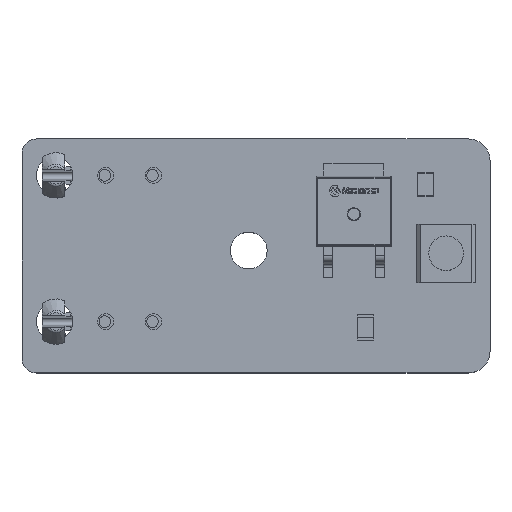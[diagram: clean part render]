
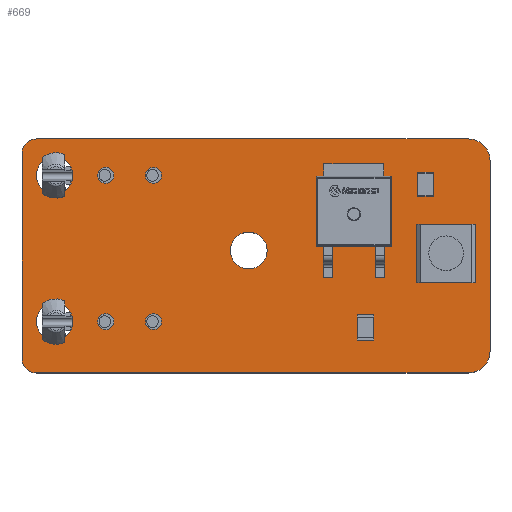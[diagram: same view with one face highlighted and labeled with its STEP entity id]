
A CAD part, top view. The second image highlights one B-rep face of the part: STEP entity #669.
In plain terms, the highlighted planar face has unit normal (0, 0, 1).
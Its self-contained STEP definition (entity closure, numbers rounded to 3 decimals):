
#80 = VERTEX_POINT('',#81);
#81 = CARTESIAN_POINT('',(1.283,-0.013,1.544));
#87 = EDGE_CURVE('',#80,#88,#90,.T.);
#88 = VERTEX_POINT('',#89);
#89 = CARTESIAN_POINT('',(0.013,1.257,1.544));
#90 = CIRCLE('',#91,1.27);
#91 = AXIS2_PLACEMENT_3D('',#92,#93,#94);
#92 = CARTESIAN_POINT('',(1.283,1.257,1.544));
#93 = DIRECTION('',(0.,0.,-1.));
#94 = DIRECTION('',(0.,-1.,0.));
#120 = EDGE_CURVE('',#88,#121,#123,.T.);
#121 = VERTEX_POINT('',#122);
#122 = CARTESIAN_POINT('',(0.013,19.037,1.544)
  );
#123 = LINE('',#124,#125);
#124 = CARTESIAN_POINT('',(0.013,1.257,1.544));
#125 = VECTOR('',#126,1.);
#126 = DIRECTION('',(0.,1.,0.));
#151 = EDGE_CURVE('',#121,#152,#154,.T.);
#152 = VERTEX_POINT('',#153);
#153 = CARTESIAN_POINT('',(1.283,20.307,1.544));
#154 = CIRCLE('',#155,1.27);
#155 = AXIS2_PLACEMENT_3D('',#156,#157,#158);
#156 = CARTESIAN_POINT('',(1.283,19.037,1.544));
#157 = DIRECTION('',(0.,0.,-1.));
#158 = DIRECTION('',(-1.,0.,0.));
#184 = EDGE_CURVE('',#152,#185,#187,.T.);
#185 = VERTEX_POINT('',#186);
#186 = CARTESIAN_POINT('',(38.748,20.307,1.544));
#187 = LINE('',#188,#189);
#188 = CARTESIAN_POINT('',(1.283,20.307,1.544));
#189 = VECTOR('',#190,1.);
#190 = DIRECTION('',(1.,0.,0.));
#215 = EDGE_CURVE('',#185,#216,#218,.T.);
#216 = VERTEX_POINT('',#217);
#217 = CARTESIAN_POINT('',(40.653,18.402,1.544));
#218 = CIRCLE('',#219,1.905);
#219 = AXIS2_PLACEMENT_3D('',#220,#221,#222);
#220 = CARTESIAN_POINT('',(38.748,18.402,1.544));
#221 = DIRECTION('',(0.,0.,-1.));
#222 = DIRECTION('',(0.,1.,0.));
#248 = EDGE_CURVE('',#216,#249,#251,.T.);
#249 = VERTEX_POINT('',#250);
#250 = CARTESIAN_POINT('',(40.653,1.892,1.544));
#251 = LINE('',#252,#253);
#252 = CARTESIAN_POINT('',(40.653,18.402,1.544));
#253 = VECTOR('',#254,1.);
#254 = DIRECTION('',(0.,-1.,0.));
#279 = EDGE_CURVE('',#249,#280,#282,.T.);
#280 = VERTEX_POINT('',#281);
#281 = CARTESIAN_POINT('',(38.748,-0.013,1.544)
  );
#282 = CIRCLE('',#283,1.905);
#283 = AXIS2_PLACEMENT_3D('',#284,#285,#286);
#284 = CARTESIAN_POINT('',(38.748,1.892,1.544));
#285 = DIRECTION('',(0.,0.,-1.));
#286 = DIRECTION('',(1.,0.,0.));
#312 = EDGE_CURVE('',#280,#80,#313,.T.);
#313 = LINE('',#314,#315);
#314 = CARTESIAN_POINT('',(38.748,-0.013,1.544)
  );
#315 = VECTOR('',#316,1.);
#316 = DIRECTION('',(-1.,0.,0.));
#336 = VERTEX_POINT('',#337);
#337 = CARTESIAN_POINT('',(4.432,4.445,1.544));
#343 = EDGE_CURVE('',#336,#336,#344,.T.);
#344 = CIRCLE('',#345,1.588);
#345 = AXIS2_PLACEMENT_3D('',#346,#347,#348);
#346 = CARTESIAN_POINT('',(2.845,4.445,1.544));
#347 = DIRECTION('',(0.,0.,1.));
#348 = DIRECTION('',(1.,0.,0.));
#369 = VERTEX_POINT('',#370);
#370 = CARTESIAN_POINT('',(7.989,4.445,1.544));
#376 = EDGE_CURVE('',#369,#369,#377,.T.);
#377 = CIRCLE('',#378,0.699);
#378 = AXIS2_PLACEMENT_3D('',#379,#380,#381);
#379 = CARTESIAN_POINT('',(7.29,4.445,1.544));
#380 = DIRECTION('',(0.,0.,1.));
#381 = DIRECTION('',(1.,0.,0.));
#402 = VERTEX_POINT('',#403);
#403 = CARTESIAN_POINT('',(4.432,17.145,1.544));
#409 = EDGE_CURVE('',#402,#402,#410,.T.);
#410 = CIRCLE('',#411,1.588);
#411 = AXIS2_PLACEMENT_3D('',#412,#413,#414);
#412 = CARTESIAN_POINT('',(2.845,17.145,1.544));
#413 = DIRECTION('',(0.,0.,1.));
#414 = DIRECTION('',(1.,0.,0.));
#435 = VERTEX_POINT('',#436);
#436 = CARTESIAN_POINT('',(7.989,17.145,1.544));
#442 = EDGE_CURVE('',#435,#435,#443,.T.);
#443 = CIRCLE('',#444,0.699);
#444 = AXIS2_PLACEMENT_3D('',#445,#446,#447);
#445 = CARTESIAN_POINT('',(7.29,17.145,1.544));
#446 = DIRECTION('',(0.,0.,1.));
#447 = DIRECTION('',(1.,0.,0.));
#468 = VERTEX_POINT('',#469);
#469 = CARTESIAN_POINT('',(12.129,4.445,1.544));
#475 = EDGE_CURVE('',#468,#468,#476,.T.);
#476 = CIRCLE('',#477,0.699);
#477 = AXIS2_PLACEMENT_3D('',#478,#479,#480);
#478 = CARTESIAN_POINT('',(11.43,4.445,1.544));
#479 = DIRECTION('',(0.,0.,1.));
#480 = DIRECTION('',(1.,0.,0.));
#501 = VERTEX_POINT('',#502);
#502 = CARTESIAN_POINT('',(35.457,8.476,1.544));
#508 = EDGE_CURVE('',#501,#501,#509,.T.);
#509 = CIRCLE('',#510,0.5);
#510 = AXIS2_PLACEMENT_3D('',#511,#512,#513);
#511 = CARTESIAN_POINT('',(34.957,8.476,1.544));
#512 = DIRECTION('',(0.,0.,1.));
#513 = DIRECTION('',(1.,0.,0.));
#534 = VERTEX_POINT('',#535);
#535 = CARTESIAN_POINT('',(12.129,17.145,1.544));
#541 = EDGE_CURVE('',#534,#534,#542,.T.);
#542 = CIRCLE('',#543,0.699);
#543 = AXIS2_PLACEMENT_3D('',#544,#545,#546);
#544 = CARTESIAN_POINT('',(11.43,17.145,1.544));
#545 = DIRECTION('',(0.,0.,1.));
#546 = DIRECTION('',(1.,0.,0.));
#567 = VERTEX_POINT('',#568);
#568 = CARTESIAN_POINT('',(21.298,10.617,1.544));
#574 = EDGE_CURVE('',#567,#567,#575,.T.);
#575 = CIRCLE('',#576,1.6);
#576 = AXIS2_PLACEMENT_3D('',#577,#578,#579);
#577 = CARTESIAN_POINT('',(19.698,10.617,1.544));
#578 = DIRECTION('',(0.,0.,1.));
#579 = DIRECTION('',(1.,0.,0.));
#600 = VERTEX_POINT('',#601);
#601 = CARTESIAN_POINT('',(39.23,12.251,1.544));
#607 = EDGE_CURVE('',#600,#600,#608,.T.);
#608 = CIRCLE('',#609,0.5);
#609 = AXIS2_PLACEMENT_3D('',#610,#611,#612);
#610 = CARTESIAN_POINT('',(38.73,12.251,1.544));
#611 = DIRECTION('',(0.,0.,1.));
#612 = DIRECTION('',(1.,0.,0.));
#669 = ADVANCED_FACE('',(#670,#680,#683,#686,#689,#692,#695,#698,#701,
    #704),#707,.T.);
#670 = FACE_BOUND('',#671,.F.);
#671 = EDGE_LOOP('',(#672,#673,#674,#675,#676,#677,#678,#679));
#672 = ORIENTED_EDGE('',*,*,#87,.T.);
#673 = ORIENTED_EDGE('',*,*,#120,.T.);
#674 = ORIENTED_EDGE('',*,*,#151,.T.);
#675 = ORIENTED_EDGE('',*,*,#184,.T.);
#676 = ORIENTED_EDGE('',*,*,#215,.T.);
#677 = ORIENTED_EDGE('',*,*,#248,.T.);
#678 = ORIENTED_EDGE('',*,*,#279,.T.);
#679 = ORIENTED_EDGE('',*,*,#312,.T.);
#680 = FACE_BOUND('',#681,.T.);
#681 = EDGE_LOOP('',(#682));
#682 = ORIENTED_EDGE('',*,*,#343,.F.);
#683 = FACE_BOUND('',#684,.T.);
#684 = EDGE_LOOP('',(#685));
#685 = ORIENTED_EDGE('',*,*,#376,.F.);
#686 = FACE_BOUND('',#687,.T.);
#687 = EDGE_LOOP('',(#688));
#688 = ORIENTED_EDGE('',*,*,#409,.F.);
#689 = FACE_BOUND('',#690,.T.);
#690 = EDGE_LOOP('',(#691));
#691 = ORIENTED_EDGE('',*,*,#442,.F.);
#692 = FACE_BOUND('',#693,.T.);
#693 = EDGE_LOOP('',(#694));
#694 = ORIENTED_EDGE('',*,*,#475,.F.);
#695 = FACE_BOUND('',#696,.T.);
#696 = EDGE_LOOP('',(#697));
#697 = ORIENTED_EDGE('',*,*,#508,.F.);
#698 = FACE_BOUND('',#699,.T.);
#699 = EDGE_LOOP('',(#700));
#700 = ORIENTED_EDGE('',*,*,#541,.F.);
#701 = FACE_BOUND('',#702,.T.);
#702 = EDGE_LOOP('',(#703));
#703 = ORIENTED_EDGE('',*,*,#574,.F.);
#704 = FACE_BOUND('',#705,.T.);
#705 = EDGE_LOOP('',(#706));
#706 = ORIENTED_EDGE('',*,*,#607,.F.);
#707 = PLANE('',#708);
#708 = AXIS2_PLACEMENT_3D('',#709,#710,#711);
#709 = CARTESIAN_POINT('',(1.283,-0.013,1.544)
  );
#710 = DIRECTION('',(0.,0.,1.));
#711 = DIRECTION('',(1.,0.,0.));
